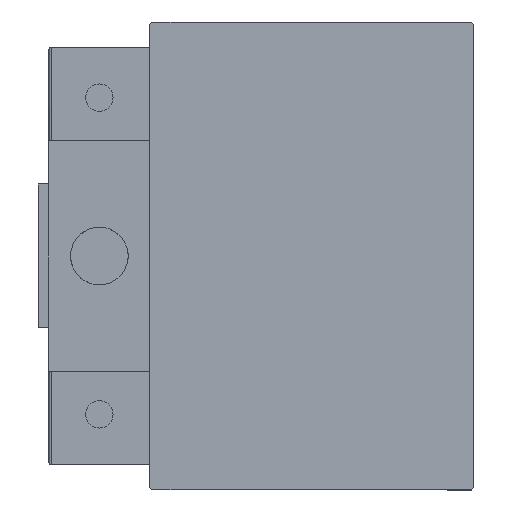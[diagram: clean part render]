
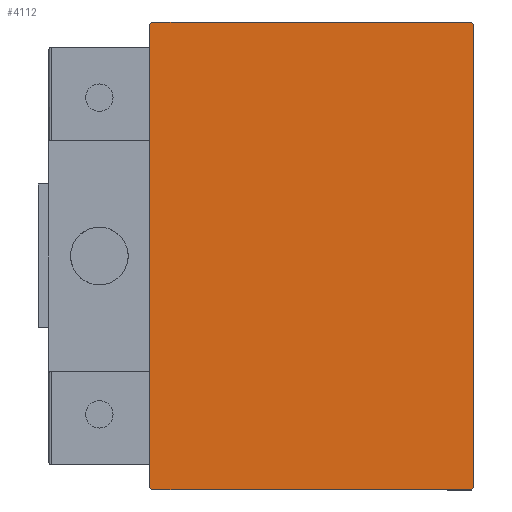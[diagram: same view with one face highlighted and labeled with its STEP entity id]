
A CAD part, left-side view. The second image highlights one B-rep face of the part: STEP entity #4112.
In plain terms, the highlighted face is planar.
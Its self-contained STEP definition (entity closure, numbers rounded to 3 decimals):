
#1195 = CARTESIAN_POINT ( 'NONE',  ( 130., -27.35, 27.35 ) ) ;
#1245 = VECTOR ( 'NONE', #26488, 1000. ) ;
#1789 = VERTEX_POINT ( 'NONE', #32872 ) ;
#2096 = DIRECTION ( 'NONE',  ( 0., 0.707, -0.707 ) ) ;
#2739 = EDGE_CURVE ( 'NONE', #22127, #33846, #8455, .T. ) ;
#3193 = CARTESIAN_POINT ( 'NONE',  ( 130., -22.5, -32.2 ) ) ;
#4043 = ORIENTED_EDGE ( 'NONE', *, *, #10719, .T. ) ;
#4112 = ADVANCED_FACE ( 'NONE', ( #25417 ), #48849, .T. ) ;
#4826 = DIRECTION ( 'NONE',  ( 0., -1., 0. ) ) ;
#7156 = CARTESIAN_POINT ( 'NONE',  ( 130., 27.35, -27.35 ) ) ;
#7942 = ORIENTED_EDGE ( 'NONE', *, *, #47861, .T. ) ;
#7949 = EDGE_CURVE ( 'NONE', #1789, #46695, #48385, .T. ) ;
#7988 = CARTESIAN_POINT ( 'NONE',  ( 130., 22.2, 32.5 ) ) ;
#8317 = VECTOR ( 'NONE', #30565, 1000. ) ;
#8455 = LINE ( 'NONE', #40358, #49445 ) ;
#8704 = CARTESIAN_POINT ( 'NONE',  ( 130., 22.5, 32.5 ) ) ;
#10507 = LINE ( 'NONE', #7156, #8317 ) ;
#10719 = EDGE_CURVE ( 'NONE', #12930, #45721, #21458, .T. ) ;
#10796 = CARTESIAN_POINT ( 'NONE',  ( 130., 22.5, -32.5 ) ) ;
#11353 = CARTESIAN_POINT ( 'NONE',  ( 130., -22.2, 32.5 ) ) ;
#12535 = AXIS2_PLACEMENT_3D ( 'NONE', #45477, #17955, #22316 ) ;
#12930 = VERTEX_POINT ( 'NONE', #23870 ) ;
#14414 = LINE ( 'NONE', #10796, #1245 ) ;
#14929 = CARTESIAN_POINT ( 'NONE',  ( 130., 22.2, -32.5 ) ) ;
#15877 = VECTOR ( 'NONE', #4826, 1000. ) ;
#17809 = LINE ( 'NONE', #28874, #29735 ) ;
#17955 = DIRECTION ( 'NONE',  ( 1., 0., 0. ) ) ;
#18709 = ORIENTED_EDGE ( 'NONE', *, *, #7949, .T. ) ;
#20210 = VECTOR ( 'NONE', #32340, 1000. ) ;
#21458 = LINE ( 'NONE', #29422, #43420 ) ;
#21786 = EDGE_CURVE ( 'NONE', #45721, #29468, #10507, .T. ) ;
#22127 = VERTEX_POINT ( 'NONE', #40848 ) ;
#22316 = DIRECTION ( 'NONE',  ( 0., 0., -1. ) ) ;
#23870 = CARTESIAN_POINT ( 'NONE',  ( 130., -22.2, -32.5 ) ) ;
#25151 = LINE ( 'NONE', #8704, #15877 ) ;
#25417 = FACE_OUTER_BOUND ( 'NONE', #31109, .T. ) ;
#26488 = DIRECTION ( 'NONE',  ( 0., 0., 1. ) ) ;
#28713 = ORIENTED_EDGE ( 'NONE', *, *, #29494, .T. ) ;
#28874 = CARTESIAN_POINT ( 'NONE',  ( 130., -27.35, -27.35 ) ) ;
#29422 = CARTESIAN_POINT ( 'NONE',  ( 130., -22.5, -32.5 ) ) ;
#29468 = VERTEX_POINT ( 'NONE', #40097 ) ;
#29494 = EDGE_CURVE ( 'NONE', #33846, #31021, #25151, .T. ) ;
#29735 = VECTOR ( 'NONE', #2096, 1000. ) ;
#30565 = DIRECTION ( 'NONE',  ( 0., 0.707, 0.707 ) ) ;
#30872 = ORIENTED_EDGE ( 'NONE', *, *, #21786, .T. ) ;
#31021 = VERTEX_POINT ( 'NONE', #11353 ) ;
#31109 = EDGE_LOOP ( 'NONE', ( #4043, #30872, #40354, #50681, #28713, #7942, #18709, #35200 ) ) ;
#32340 = DIRECTION ( 'NONE',  ( 0., -0.707, -0.707 ) ) ;
#32872 = CARTESIAN_POINT ( 'NONE',  ( 130., -22.5, 32.2 ) ) ;
#32882 = DIRECTION ( 'NONE',  ( 0., -0.707, 0.707 ) ) ;
#33674 = DIRECTION ( 'NONE',  ( 0., 0., -1. ) ) ;
#33846 = VERTEX_POINT ( 'NONE', #7988 ) ;
#35200 = ORIENTED_EDGE ( 'NONE', *, *, #40328, .T. ) ;
#37290 = VECTOR ( 'NONE', #33674, 1000. ) ;
#40097 = CARTESIAN_POINT ( 'NONE',  ( 130., 22.5, -32.2 ) ) ;
#40328 = EDGE_CURVE ( 'NONE', #46695, #12930, #17809, .T. ) ;
#40354 = ORIENTED_EDGE ( 'NONE', *, *, #47501, .T. ) ;
#40358 = CARTESIAN_POINT ( 'NONE',  ( 130., 27.35, 27.35 ) ) ;
#40848 = CARTESIAN_POINT ( 'NONE',  ( 130., 22.5, 32.2 ) ) ;
#43420 = VECTOR ( 'NONE', #48251, 1000. ) ;
#43424 = LINE ( 'NONE', #1195, #20210 ) ;
#45477 = CARTESIAN_POINT ( 'NONE',  ( 130., 0., 0. ) ) ;
#45721 = VERTEX_POINT ( 'NONE', #14929 ) ;
#46695 = VERTEX_POINT ( 'NONE', #3193 ) ;
#47501 = EDGE_CURVE ( 'NONE', #29468, #22127, #14414, .T. ) ;
#47861 = EDGE_CURVE ( 'NONE', #31021, #1789, #43424, .T. ) ;
#48251 = DIRECTION ( 'NONE',  ( 0., 1., 0. ) ) ;
#48385 = LINE ( 'NONE', #48634, #37290 ) ;
#48634 = CARTESIAN_POINT ( 'NONE',  ( 130., -22.5, 32.5 ) ) ;
#48849 = PLANE ( 'NONE',  #12535 ) ;
#49445 = VECTOR ( 'NONE', #32882, 1000. ) ;
#50681 = ORIENTED_EDGE ( 'NONE', *, *, #2739, .T. ) ;
